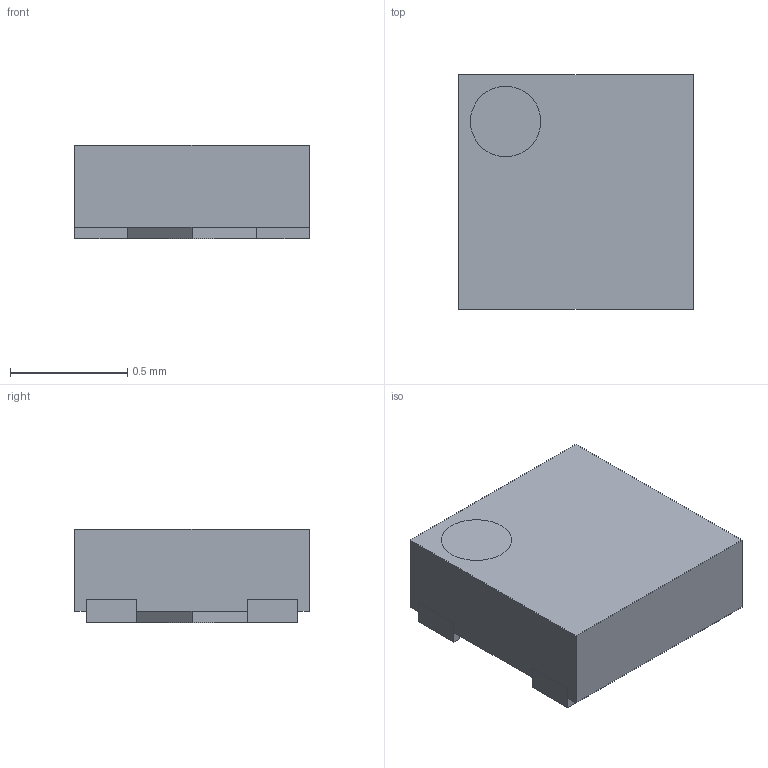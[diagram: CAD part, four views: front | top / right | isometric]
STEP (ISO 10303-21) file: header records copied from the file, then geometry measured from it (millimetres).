
FILE_DESCRIPTION(/* description */ (''),/* implementation_level */ '2;1');
FILE_NAME(/* name */ 'TEXAS_DQN (S-PX2SON-N4).stp',/* time_stamp */ '2015-05-18T16:07:09+02:00',/* author */ ('admchouv'),/* organization */ (''),/* preprocessor_version */ 'ST-DEVELOPER v15.5',/* originating_system */ 'AutoCAD Mechanical',/* authorisation */ '');
FILE_SCHEMA (('AUTOMOTIVE_DESIGN { 1 0 10303 214 3 1 1 }'));
Length unit declared in the file: millimetre
Products named in the file (1): Product
Bounding box: 1 x 1 x 0.4 mm (x, y, z)
Volume: 0.4 mm3; surface area: 5.1 mm2
Topology: 7 solids, 7 shells, 68 faces, 156 edges, 104 vertices
Faces by surface type: plane 66, cylinder 2
Full cylindrical faces by diameter (mm): 0.3 x2
Entity records: 1907 total; most frequent: CARTESIAN_POINT 327, ORIENTED_EDGE 308, DIRECTION 296, EDGE_CURVE 154, LINE 150, VECTOR 150, VERTEX_POINT 104, AXIS2_PLACEMENT_3D 73
